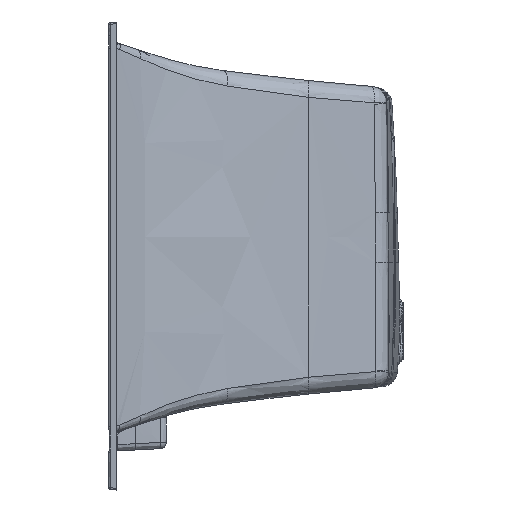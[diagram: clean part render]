
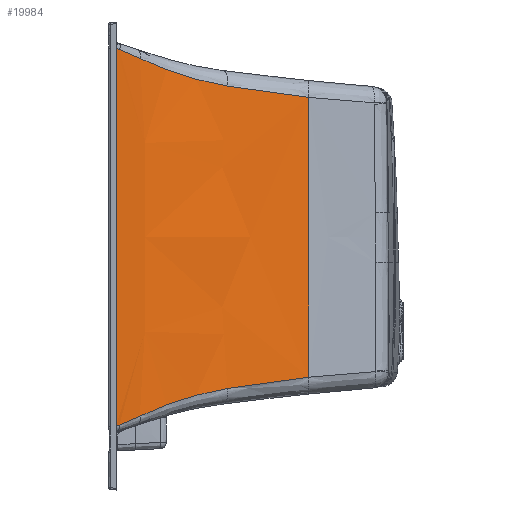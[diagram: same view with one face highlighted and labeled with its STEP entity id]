
A CAD part, left-side view. The second image highlights one B-rep face of the part: STEP entity #19984.
In plain terms, the highlighted face is a extrusion surface.
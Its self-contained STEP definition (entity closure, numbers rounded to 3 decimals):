
#2172=CARTESIAN_POINT('',(-771.781,-16.633,
-271.025));
#2173=CARTESIAN_POINT('',(-772.447,-16.022,
-271.208));
#2174=CARTESIAN_POINT('',(-773.775,-14.815,
-271.626));
#2175=CARTESIAN_POINT('',(-775.631,-13.159,
-272.149));
#2176=CARTESIAN_POINT('',(-776.822,-12.115,
-272.487));
#2177=CARTESIAN_POINT('',(-777.336,-11.667,
-272.636));
#2179=DIRECTION('',(0.,0.,1.));
#2180=VECTOR('',#2179,605.274);
#2181=CARTESIAN_POINT('',(-777.336,-11.667,
-272.636));
#2182=LINE('',#2181,#2180);
#2183=CARTESIAN_POINT('',(-771.781,-16.633,
331.026));
#2184=CARTESIAN_POINT('',(-772.447,-16.021,
331.201));
#2185=CARTESIAN_POINT('',(-773.78,-14.81,
331.589));
#2186=CARTESIAN_POINT('',(-775.629,-13.16,
332.154));
#2187=CARTESIAN_POINT('',(-776.821,-12.116,
332.492));
#2188=CARTESIAN_POINT('',(-777.336,-11.667,
332.639));
#2190=CARTESIAN_POINT('',(-771.781,-16.633,
331.026));
#2191=CARTESIAN_POINT('',(-767.764,-20.318,
329.591));
#2192=CARTESIAN_POINT('',(-760.191,-27.708,
326.636));
#2193=CARTESIAN_POINT('',(-750.912,-37.608,
322.451));
#2194=CARTESIAN_POINT('',(-744.122,-45.461,
318.822));
#2195=CARTESIAN_POINT('',(-740.747,-49.546,
316.881));
#2197=CARTESIAN_POINT('',(-740.747,-49.546,
316.881));
#2198=CARTESIAN_POINT('',(-736.548,-54.629,
314.519));
#2199=CARTESIAN_POINT('',(-728.38,-65.032,
309.815));
#2200=CARTESIAN_POINT('',(-712.914,-86.642,
300.702));
#2201=CARTESIAN_POINT('',(-695.114,-115.135,
290.178));
#2202=CARTESIAN_POINT('',(-675.936,-151.431,
279.704));
#2203=CARTESIAN_POINT('',(-664.522,-176.815,
274.436));
#2204=CARTESIAN_POINT('',(-659.129,-189.741,
272.264));
#2206=CARTESIAN_POINT('',(-615.616,-320.,
254.28));
#2207=CARTESIAN_POINT('',(-618.617,-308.911,
255.493));
#2208=CARTESIAN_POINT('',(-624.863,-286.809,
258.013));
#2209=CARTESIAN_POINT('',(-635.111,-253.98,
262.321));
#2210=CARTESIAN_POINT('',(-646.403,-221.554,
267.059));
#2211=CARTESIAN_POINT('',(-654.735,-200.273,
270.468));
#2212=CARTESIAN_POINT('',(-659.129,-189.741,
272.264));
#2214=DIRECTION('',(0.,0.,1.));
#2215=VECTOR('',#2214,448.562);
#2216=CARTESIAN_POINT('',(-615.616,-320.,
-194.282));
#2217=LINE('',#2216,#2215);
#2218=CARTESIAN_POINT('',(-615.616,-320.,
-194.282));
#2219=CARTESIAN_POINT('',(-618.618,-308.911,
-195.494));
#2220=CARTESIAN_POINT('',(-624.863,-286.809,
-198.012));
#2221=CARTESIAN_POINT('',(-635.111,-253.98,
-202.321));
#2222=CARTESIAN_POINT('',(-646.403,-221.554,
-207.059));
#2223=CARTESIAN_POINT('',(-654.735,-200.273,
-210.468));
#2224=CARTESIAN_POINT('',(-659.129,-189.741,
-212.264));
#2226=CARTESIAN_POINT('',(-740.747,-49.546,
-256.881));
#2227=CARTESIAN_POINT('',(-736.548,-54.629,
-254.519));
#2228=CARTESIAN_POINT('',(-728.38,-65.032,
-249.815));
#2229=CARTESIAN_POINT('',(-712.914,-86.642,
-240.702));
#2230=CARTESIAN_POINT('',(-695.114,-115.135,
-230.178));
#2231=CARTESIAN_POINT('',(-675.936,-151.431,
-219.704));
#2232=CARTESIAN_POINT('',(-664.522,-176.815,
-214.436));
#2233=CARTESIAN_POINT('',(-659.129,-189.741,
-212.264));
#2235=CARTESIAN_POINT('',(-771.781,-16.633,
-271.025));
#2236=CARTESIAN_POINT('',(-767.764,-20.318,
-269.59));
#2237=CARTESIAN_POINT('',(-760.191,-27.708,
-266.635));
#2238=CARTESIAN_POINT('',(-750.912,-37.608,
-262.45));
#2239=CARTESIAN_POINT('',(-744.122,-45.461,
-258.822));
#2240=CARTESIAN_POINT('',(-740.747,-49.546,
-256.881));
#13162=VERTEX_POINT('',#2235);
#13163=VERTEX_POINT('',#2240);
#13173=VERTEX_POINT('',#2233);
#13183=VERTEX_POINT('',#2197);
#13184=VERTEX_POINT('',#2204);
#13195=VERTEX_POINT('',#2190);
#13206=CARTESIAN_POINT('',(-615.616,-320.,
-194.282));
#13207=CARTESIAN_POINT('',(-615.616,-320.,
254.28));
#13208=VERTEX_POINT('',#13206);
#13209=VERTEX_POINT('',#13207);
#13375=VERTEX_POINT('',#2177);
#13377=VERTEX_POINT('',#2188);
#19953=CARTESIAN_POINT('',(-779.998,-9.379,-466.5));
#19954=CARTESIAN_POINT('',(-762.859,-23.922,-466.5));
#19955=CARTESIAN_POINT('',(-733.023,-56.426,-466.5));
#19956=CARTESIAN_POINT('',(-675.682,-142.322,-466.5));
#19957=CARTESIAN_POINT('',(-639.556,-235.026,-466.5));
#19958=CARTESIAN_POINT('',(-618.709,-308.451,-466.5));
#19959=CARTESIAN_POINT('',(-614.656,-323.565,-466.5));
#19961=DIRECTION('',(0.,0.,-1.));
#19962=VECTOR('',#19961,1.);
#19963=SURFACE_OF_LINEAR_EXTRUSION('',#19960,#19962);
#19965=ORIENTED_EDGE('',*,*,#19964,.T.);
#19967=ORIENTED_EDGE('',*,*,#19966,.T.);
#19969=ORIENTED_EDGE('',*,*,#19968,.F.);
#19971=ORIENTED_EDGE('',*,*,#19970,.T.);
#19973=ORIENTED_EDGE('',*,*,#19972,.T.);
#19974=ORIENTED_EDGE('',*,*,#19944,.F.);
#19975=ORIENTED_EDGE('',*,*,#19479,.F.);
#19977=ORIENTED_EDGE('',*,*,#19976,.T.);
#19979=ORIENTED_EDGE('',*,*,#19978,.F.);
#19981=ORIENTED_EDGE('',*,*,#19980,.F.);
#19982=EDGE_LOOP('',(#19965,#19967,#19969,#19971,#19973,#19974,#19975,#19977,
#19979,#19981));
#19983=FACE_OUTER_BOUND('',#19982,.F.);
#19984=ADVANCED_FACE('',(#19983),#19963,.F.);
#2178=B_SPLINE_CURVE_WITH_KNOTS('',3,(#2172,#2173,#2174,#2175,#2176,#2177),
.UNSPECIFIED.,.F.,.F.,(4,1,1,4),(0.,0.363,0.725,1.),
.UNSPECIFIED.);
#2189=B_SPLINE_CURVE_WITH_KNOTS('',3,(#2183,#2184,#2185,#2186,#2187,#2188),
.UNSPECIFIED.,.F.,.F.,(4,1,1,4),(0.,0.362,0.725,1.),
.UNSPECIFIED.);
#2196=B_SPLINE_CURVE_WITH_KNOTS('',3,(#2190,#2191,#2192,#2193,#2194,#2195),
.UNSPECIFIED.,.F.,.F.,(4,1,1,4),(0.,0.333,0.667,1.),
.UNSPECIFIED.);
#2205=B_SPLINE_CURVE_WITH_KNOTS('',3,(#2197,#2198,#2199,#2200,#2201,#2202,#2203,
#2204),.UNSPECIFIED.,.F.,.F.,(4,1,1,1,1,4),(0.,0.125,
0.25,0.5,0.75,1.),.UNSPECIFIED.);
#2213=B_SPLINE_CURVE_WITH_KNOTS('',3,(#2206,#2207,#2208,#2209,#2210,#2211,
#2212),.UNSPECIFIED.,.F.,.F.,(4,1,1,1,4),(0.,0.25,
0.5,0.75,1.),.UNSPECIFIED.);
#2225=B_SPLINE_CURVE_WITH_KNOTS('',3,(#2218,#2219,#2220,#2221,#2222,#2223,
#2224),.UNSPECIFIED.,.F.,.F.,(4,1,1,1,4),(0.,0.25,
0.5,0.75,1.),.UNSPECIFIED.);
#2234=B_SPLINE_CURVE_WITH_KNOTS('',3,(#2226,#2227,#2228,#2229,#2230,#2231,#2232,
#2233),.UNSPECIFIED.,.F.,.F.,(4,1,1,1,1,4),(0.,0.125,
0.25,0.5,0.75,1.),.UNSPECIFIED.);
#2241=B_SPLINE_CURVE_WITH_KNOTS('',3,(#2235,#2236,#2237,#2238,#2239,#2240),
.UNSPECIFIED.,.F.,.F.,(4,1,1,4),(0.,0.333,0.667,1.),
.UNSPECIFIED.);
#19479=EDGE_CURVE('',#13208,#13209,#2217,.T.);
#19944=EDGE_CURVE('',#13209,#13184,#2213,.T.);
#19960=B_SPLINE_CURVE_WITH_KNOTS('',3,(#19953,#19954,#19955,#19956,#19957,
#19958,#19959),.UNSPECIFIED.,.F.,.F.,(4,1,1,1,4),(0.,0.187,
0.375,0.871,1.),.UNSPECIFIED.);
#19964=EDGE_CURVE('',#13162,#13375,#2178,.T.);
#19966=EDGE_CURVE('',#13375,#13377,#2182,.T.);
#19968=EDGE_CURVE('',#13195,#13377,#2189,.T.);
#19970=EDGE_CURVE('',#13195,#13183,#2196,.T.);
#19972=EDGE_CURVE('',#13183,#13184,#2205,.T.);
#19976=EDGE_CURVE('',#13208,#13173,#2225,.T.);
#19978=EDGE_CURVE('',#13163,#13173,#2234,.T.);
#19980=EDGE_CURVE('',#13162,#13163,#2241,.T.);
